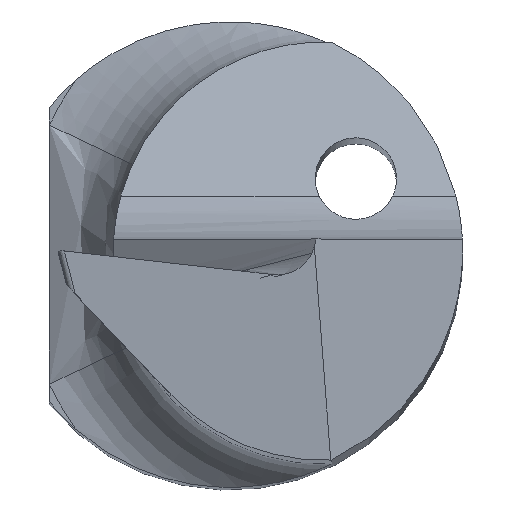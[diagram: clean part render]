
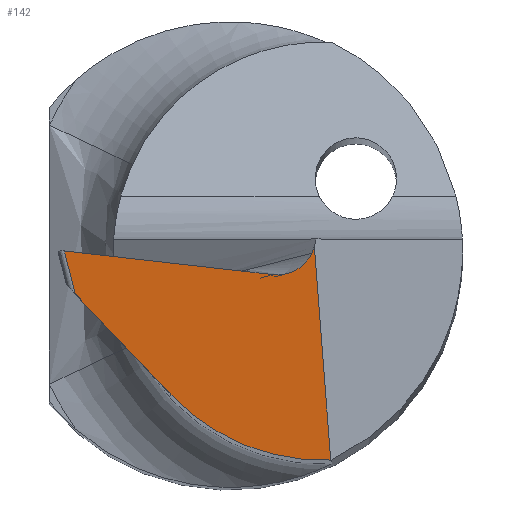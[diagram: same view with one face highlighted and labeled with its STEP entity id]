
A CAD part, top view. The second image highlights one B-rep face of the part: STEP entity #142.
In plain terms, the highlighted planar face has unit normal (0.122, -0.139, 0.983).
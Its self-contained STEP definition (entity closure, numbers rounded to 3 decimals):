
#21 = VECTOR ( 'NONE', #666, 1000. ) ;
#51 = CARTESIAN_POINT ( 'NONE',  ( 0.677, -0.086, 33.727 ) ) ;
#56 = B_SPLINE_CURVE_WITH_KNOTS ( 'NONE', 3,
 ( #298, #51, #306, #580, #223, #209 ),
 .UNSPECIFIED., .F., .F.,
 ( 4, 2, 4 ),
 ( 0., 0., 0. ),
 .UNSPECIFIED. ) ;
#70 = LINE ( 'NONE', #380, #21 ) ;
#87 = CARTESIAN_POINT ( 'NONE',  ( 0.342, -1.818, 33.523 ) ) ;
#103 = CARTESIAN_POINT ( 'NONE',  ( 0.726, 0.033, 33.738 ) ) ;
#104 =( BOUNDED_CURVE ( )  B_SPLINE_CURVE ( 3, ( #103, #404, #847, #182 ),
 .UNSPECIFIED., .F., .F. ) 
 B_SPLINE_CURVE_WITH_KNOTS ( ( 4, 4 ),
 ( 5.292, 5.293 ),
 .UNSPECIFIED. ) 
 CURVE ( )  GEOMETRIC_REPRESENTATION_ITEM ( )  RATIONAL_B_SPLINE_CURVE ( ( 1., 1., 1., 1. ) ) 
 REPRESENTATION_ITEM ( '' )  );
#113 = EDGE_CURVE ( 'NONE', #584, #524, #858, .T. ) ;
#127 = DIRECTION ( 'NONE',  ( -0.243, 0.956, 0.166 ) ) ;
#137 = CARTESIAN_POINT ( 'NONE',  ( -1.328, -0.372, 33.936 ) ) ;
#142 = ADVANCED_FACE ( 'NONE', ( #829 ), #614, .T. ) ;
#144 = CARTESIAN_POINT ( 'NONE',  ( -0.506, -1.239, 33.711 ) ) ;
#159 = EDGE_CURVE ( 'NONE', #488, #356, #104, .T. ) ;
#165 = CARTESIAN_POINT ( 'NONE',  ( 0.702, -0.024, 33.732 ) ) ;
#182 = CARTESIAN_POINT ( 'NONE',  ( 0.702, -0.024, 33.732 ) ) ;
#194 = ORIENTED_EDGE ( 'NONE', *, *, #616, .F. ) ;
#196 = LINE ( 'NONE', #497, #299 ) ;
#209 = CARTESIAN_POINT ( 'NONE',  ( 0.38, -0.207, 33.747 ) ) ;
#221 = ORIENTED_EDGE ( 'NONE', *, *, #159, .T. ) ;
#223 = CARTESIAN_POINT ( 'NONE',  ( 0.445, -0.214, 33.738 ) ) ;
#244 = CARTESIAN_POINT ( 'NONE',  ( -1.505, 0.1, 34.025 ) ) ;
#279 = EDGE_CURVE ( 'NONE', #340, #809, #808, .T. ) ;
#298 = CARTESIAN_POINT ( 'NONE',  ( 0.702, -0.024, 33.732 ) ) ;
#299 = VECTOR ( 'NONE', #127, 1000. ) ;
#306 = CARTESIAN_POINT ( 'NONE',  ( 0.627, -0.134, 33.726 ) ) ;
#308 = DIRECTION ( 'NONE',  ( 0.676, -0.713, -0.185 ) ) ;
#317 = AXIS2_PLACEMENT_3D ( 'NONE', #244, #331, #467 ) ;
#331 = DIRECTION ( 'NONE',  ( 0.122, -0.139, 0.983 ) ) ;
#340 = VERTEX_POINT ( 'NONE', #388 ) ;
#356 = VERTEX_POINT ( 'NONE', #165 ) ;
#380 = CARTESIAN_POINT ( 'NONE',  ( 0.705, 0.308, 33.779 ) ) ;
#388 = CARTESIAN_POINT ( 'NONE',  ( 0.38, -0.207, 33.747 ) ) ;
#392 = CARTESIAN_POINT ( 'NONE',  ( 0.867, -1.799, 33.461 ) ) ;
#404 = CARTESIAN_POINT ( 'NONE',  ( 0.718, 0.014, 33.736 ) ) ;
#417 = VECTOR ( 'NONE', #308, 1000. ) ;
#418 = EDGE_CURVE ( 'NONE', #535, #584, #964, .T. ) ;
#455 = CARTESIAN_POINT ( 'NONE',  ( 0.726, 0.033, 33.738 ) ) ;
#467 = DIRECTION ( 'NONE',  ( 0., -0.99, -0.14 ) ) ;
#484 = CARTESIAN_POINT ( 'NONE',  ( -0.506, -1.239, 33.711 ) ) ;
#488 = VERTEX_POINT ( 'NONE', #455 ) ;
#497 = CARTESIAN_POINT ( 'NONE',  ( -1.452, 0.114, 34.02 ) ) ;
#511 = CARTESIAN_POINT ( 'NONE',  ( 0.867, -1.799, 33.461 ) ) ;
#524 = VERTEX_POINT ( 'NONE', #511 ) ;
#535 = VERTEX_POINT ( 'NONE', #137 ) ;
#560 = EDGE_CURVE ( 'NONE', #535, #809, #196, .T. ) ;
#580 = CARTESIAN_POINT ( 'NONE',  ( 0.512, -0.198, 33.732 ) ) ;
#584 = VERTEX_POINT ( 'NONE', #144 ) ;
#598 = ORIENTED_EDGE ( 'NONE', *, *, #418, .T. ) ;
#614 = PLANE ( 'NONE',  #317 ) ;
#616 = EDGE_CURVE ( 'NONE', #488, #524, #70, .T. ) ;
#659 = CARTESIAN_POINT ( 'NONE',  ( -50.758, 5.567, 40.936 ) ) ;
#665 = CARTESIAN_POINT ( 'NONE',  ( -1.461, -0.233, 33.972 ) ) ;
#666 = DIRECTION ( 'NONE',  ( 0.076, -0.986, -0.149 ) ) ;
#726 = ORIENTED_EDGE ( 'NONE', *, *, #113, .T. ) ;
#739 = CARTESIAN_POINT ( 'NONE',  ( -1.422, -0.003, 34. ) ) ;
#777 = ORIENTED_EDGE ( 'NONE', *, *, #560, .F. ) ;
#788 = ORIENTED_EDGE ( 'NONE', *, *, #279, .T. ) ;
#796 = VECTOR ( 'NONE', #959, 1000. ) ;
#808 = LINE ( 'NONE', #659, #796 ) ;
#809 = VERTEX_POINT ( 'NONE', #739 ) ;
#829 = FACE_OUTER_BOUND ( 'NONE', #897, .T. ) ;
#847 = CARTESIAN_POINT ( 'NONE',  ( 0.71, -0.005, 33.734 ) ) ;
#858 =( BOUNDED_CURVE ( )  B_SPLINE_CURVE ( 3, ( #484, #916, #87, #392 ),
 .UNSPECIFIED., .F., .T. ) 
 B_SPLINE_CURVE_WITH_KNOTS ( ( 4, 4 ),
 ( 4.75, 5.599 ),
 .UNSPECIFIED. ) 
 CURVE ( )  GEOMETRIC_REPRESENTATION_ITEM ( )  RATIONAL_B_SPLINE_CURVE ( ( 1., 0.941, 0.941, 1. ) ) 
 REPRESENTATION_ITEM ( '' )  );
#864 = EDGE_CURVE ( 'NONE', #356, #340, #56, .T. ) ;
#885 = ORIENTED_EDGE ( 'NONE', *, *, #864, .T. ) ;
#897 = EDGE_LOOP ( 'NONE', ( #598, #726, #194, #221, #885, #788, #777 ) ) ;
#916 = CARTESIAN_POINT ( 'NONE',  ( -0.144, -1.62, 33.612 ) ) ;
#959 = DIRECTION ( 'NONE',  ( -0.984, 0.111, 0.138 ) ) ;
#964 = LINE ( 'NONE', #665, #417 ) ;
